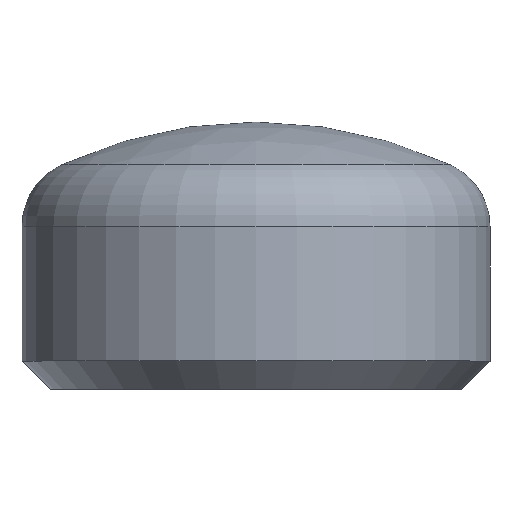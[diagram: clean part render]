
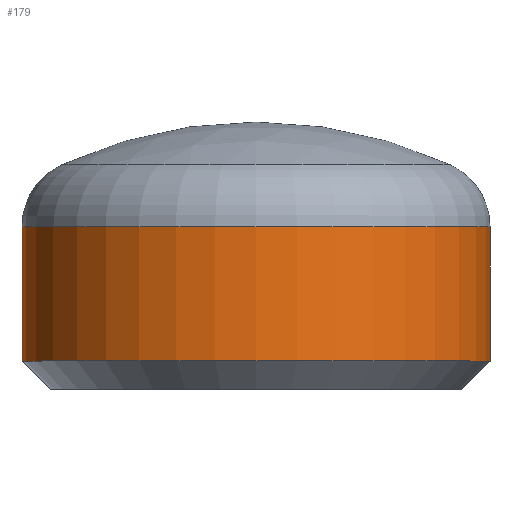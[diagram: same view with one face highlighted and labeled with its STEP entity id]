
A CAD part, top view. The second image highlights one B-rep face of the part: STEP entity #179.
In plain terms, the highlighted cylindrical face has radius 44.45 mm (diameter 88.9 mm), a partial arc.
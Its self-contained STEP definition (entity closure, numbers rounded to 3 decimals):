
#20 = VERTEX_POINT ( 'NONE', #309 ) ;
#24 = AXIS2_PLACEMENT_3D ( 'NONE', #359, #253, #119 ) ;
#55 = AXIS2_PLACEMENT_3D ( 'NONE', #452, #391, #392 ) ;
#60 = DIRECTION ( 'NONE',  ( 0., 1., 0. ) ) ;
#63 = EDGE_CURVE ( 'NONE', #20, #295, #286, .T. ) ;
#104 = DIRECTION ( 'NONE',  ( 0., 1., 0. ) ) ;
#119 = DIRECTION ( 'NONE',  ( -1., 0., 0. ) ) ;
#125 = CARTESIAN_POINT ( 'NONE',  ( -44.45, 2817.965, 0. ) ) ;
#144 = CIRCLE ( 'NONE', #403, 44.45 ) ;
#167 = ORIENTED_EDGE ( 'NONE', *, *, #397, .T. ) ;
#171 = CARTESIAN_POINT ( 'NONE',  ( 44.45, 30.887, 0. ) ) ;
#177 = LINE ( 'NONE', #457, #323 ) ;
#179 = ADVANCED_FACE ( 'NONE', ( #187 ), #433, .T. ) ;
#187 = FACE_OUTER_BOUND ( 'NONE', #454, .T. ) ;
#199 = DIRECTION ( 'NONE',  ( -1., 0., 0. ) ) ;
#231 = DIRECTION ( 'NONE',  ( 0., 1., 0. ) ) ;
#234 = EDGE_CURVE ( 'NONE', #275, #379, #144, .T. ) ;
#253 = DIRECTION ( 'NONE',  ( 0., 1., 0. ) ) ;
#255 = CARTESIAN_POINT ( 'NONE',  ( -44.45, 30.887, 0. ) ) ;
#259 = CARTESIAN_POINT ( 'NONE',  ( 0., 30.887, 0. ) ) ;
#271 = ORIENTED_EDGE ( 'NONE', *, *, #355, .F. ) ;
#275 = VERTEX_POINT ( 'NONE', #255 ) ;
#286 = CIRCLE ( 'NONE', #55, 44.45 ) ;
#295 = VERTEX_POINT ( 'NONE', #367 ) ;
#309 = CARTESIAN_POINT ( 'NONE',  ( -44.45, 5.39, 0. ) ) ;
#323 = VECTOR ( 'NONE', #104, 1000. ) ;
#339 = VECTOR ( 'NONE', #231, 1000. ) ;
#355 = EDGE_CURVE ( 'NONE', #20, #275, #445, .T. ) ;
#359 = CARTESIAN_POINT ( 'NONE',  ( 0., 2817.965, 0. ) ) ;
#367 = CARTESIAN_POINT ( 'NONE',  ( 44.45, 5.39, 0. ) ) ;
#378 = ORIENTED_EDGE ( 'NONE', *, *, #63, .T. ) ;
#379 = VERTEX_POINT ( 'NONE', #171 ) ;
#382 = ORIENTED_EDGE ( 'NONE', *, *, #234, .F. ) ;
#391 = DIRECTION ( 'NONE',  ( 0., 1., 0. ) ) ;
#392 = DIRECTION ( 'NONE',  ( 1., 0., 0. ) ) ;
#397 = EDGE_CURVE ( 'NONE', #295, #379, #177, .T. ) ;
#403 = AXIS2_PLACEMENT_3D ( 'NONE', #259, #60, #199 ) ;
#433 = CYLINDRICAL_SURFACE ( 'NONE', #24, 44.45 ) ;
#445 = LINE ( 'NONE', #125, #339 ) ;
#452 = CARTESIAN_POINT ( 'NONE',  ( 0., 5.39, 0. ) ) ;
#454 = EDGE_LOOP ( 'NONE', ( #378, #167, #382, #271 ) ) ;
#457 = CARTESIAN_POINT ( 'NONE',  ( 44.45, 2817.965, 0. ) ) ;
